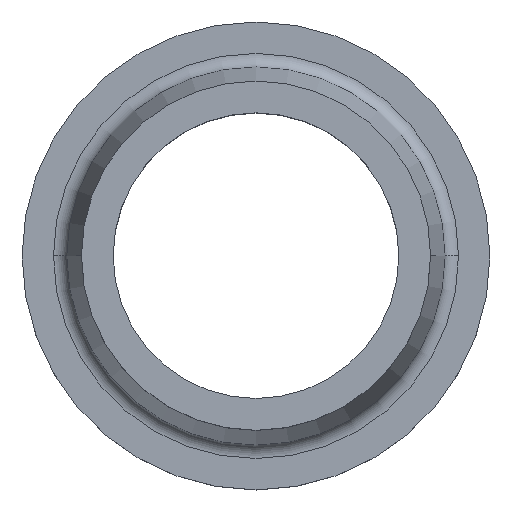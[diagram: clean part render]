
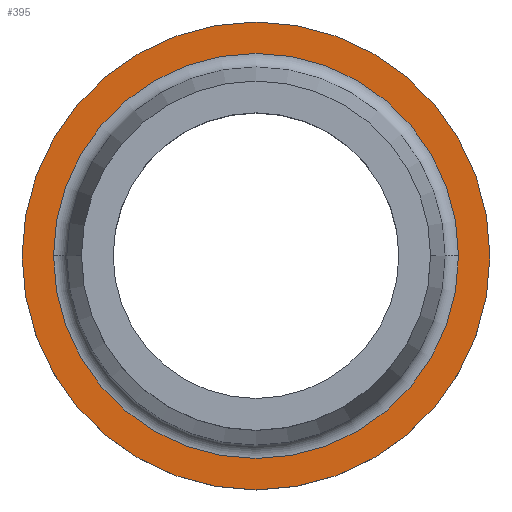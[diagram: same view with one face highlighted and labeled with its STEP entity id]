
A CAD part, top view. The second image highlights one B-rep face of the part: STEP entity #395.
In plain terms, the highlighted planar face has unit normal (0, 0, 1).
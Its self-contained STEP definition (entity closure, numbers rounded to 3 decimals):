
#5 = ORIENTED_EDGE ( 'NONE', *, *, #250, .F. ) ;
#14 = CARTESIAN_POINT ( 'NONE',  ( -134., 0., 32. ) ) ;
#22 = EDGE_CURVE ( 'NONE', #394, #328, #25, .T. ) ;
#25 = CIRCLE ( 'NONE', #477, 116. ) ;
#42 = DIRECTION ( 'NONE',  ( -1., 0., 0. ) ) ;
#53 = AXIS2_PLACEMENT_3D ( 'NONE', #238, #417, #275 ) ;
#55 = CARTESIAN_POINT ( 'NONE',  ( 0., 0., 32. ) ) ;
#74 = CARTESIAN_POINT ( 'NONE',  ( 0., 0., 32. ) ) ;
#83 = DIRECTION ( 'NONE',  ( 0., 0., -1. ) ) ;
#105 = CARTESIAN_POINT ( 'NONE',  ( 0., 134., 32. ) ) ;
#114 = VERTEX_POINT ( 'NONE', #14 ) ;
#121 = DIRECTION ( 'NONE',  ( 0., 0., -1. ) ) ;
#123 = CARTESIAN_POINT ( 'NONE',  ( 0., 0., 32. ) ) ;
#161 = AXIS2_PLACEMENT_3D ( 'NONE', #105, #182, #218 ) ;
#166 = FACE_BOUND ( 'NONE', #450, .T. ) ;
#177 = CARTESIAN_POINT ( 'NONE',  ( 116., 0., 32. ) ) ;
#182 = DIRECTION ( 'NONE',  ( 0., 0., 1. ) ) ;
#218 = DIRECTION ( 'NONE',  ( 1., 0., 0. ) ) ;
#225 = CIRCLE ( 'NONE', #463, 134. ) ;
#228 = EDGE_CURVE ( 'NONE', #247, #114, #420, .T. ) ;
#235 = DIRECTION ( 'NONE',  ( -1., 0., 0. ) ) ;
#238 = CARTESIAN_POINT ( 'NONE',  ( 0., 0., 32. ) ) ;
#247 = VERTEX_POINT ( 'NONE', #458 ) ;
#248 = CIRCLE ( 'NONE', #462, 116. ) ;
#250 = EDGE_CURVE ( 'NONE', #114, #247, #225, .T. ) ;
#275 = DIRECTION ( 'NONE',  ( -1., 0., 0. ) ) ;
#285 = DIRECTION ( 'NONE',  ( 0., 0., -1. ) ) ;
#305 = EDGE_CURVE ( 'NONE', #328, #394, #248, .T. ) ;
#317 = FACE_OUTER_BOUND ( 'NONE', #476, .T. ) ;
#319 = CARTESIAN_POINT ( 'NONE',  ( -116., 0., 32. ) ) ;
#328 = VERTEX_POINT ( 'NONE', #319 ) ;
#394 = VERTEX_POINT ( 'NONE', #177 ) ;
#395 = ADVANCED_FACE ( 'NONE', ( #166, #317 ), #440, .T. ) ;
#417 = DIRECTION ( 'NONE',  ( 0., 0., -1. ) ) ;
#420 = CIRCLE ( 'NONE', #53, 134. ) ;
#430 = DIRECTION ( 'NONE',  ( -1., 0., 0. ) ) ;
#440 = PLANE ( 'NONE',  #161 ) ;
#448 = ORIENTED_EDGE ( 'NONE', *, *, #305, .T. ) ;
#450 = EDGE_LOOP ( 'NONE', ( #448, #480 ) ) ;
#458 = CARTESIAN_POINT ( 'NONE',  ( 134., 0., 32. ) ) ;
#462 = AXIS2_PLACEMENT_3D ( 'NONE', #55, #285, #430 ) ;
#463 = AXIS2_PLACEMENT_3D ( 'NONE', #123, #83, #235 ) ;
#473 = ORIENTED_EDGE ( 'NONE', *, *, #228, .F. ) ;
#476 = EDGE_LOOP ( 'NONE', ( #5, #473 ) ) ;
#477 = AXIS2_PLACEMENT_3D ( 'NONE', #74, #121, #42 ) ;
#480 = ORIENTED_EDGE ( 'NONE', *, *, #22, .T. ) ;
